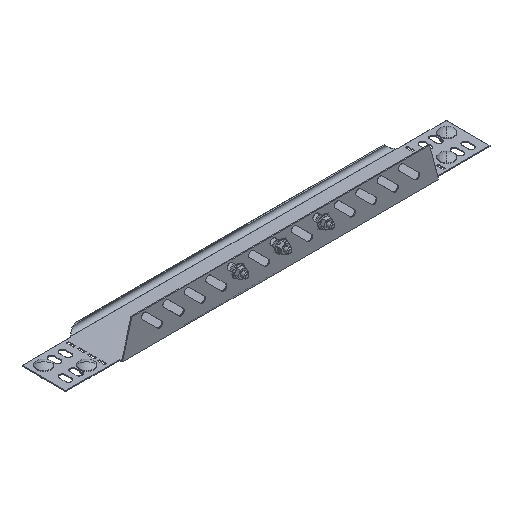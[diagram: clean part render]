
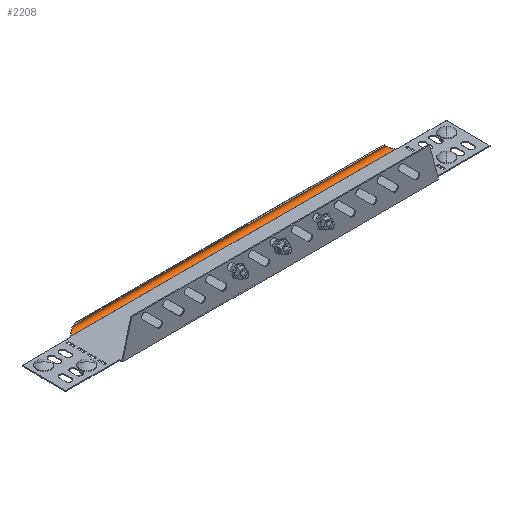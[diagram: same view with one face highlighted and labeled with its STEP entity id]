
A CAD part, isometric view. The second image highlights one B-rep face of the part: STEP entity #2208.
In plain terms, the highlighted cylindrical face has radius 4 mm (diameter 8 mm), a partial arc.
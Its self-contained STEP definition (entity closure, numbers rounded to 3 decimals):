
#2 = CARTESIAN_POINT ( 'NONE',  ( 185.333, 58.341, 2.766 ) ) ;
#34 = CARTESIAN_POINT ( 'NONE',  ( -184.008, 58.846, 3.832 ) ) ;
#66 = CARTESIAN_POINT ( 'NONE',  ( 180.915, 58.713, 6.539 ) ) ;
#89 = CARTESIAN_POINT ( 'NONE',  ( 187.542, 56.896, 1.456 ) ) ;
#117 = CARTESIAN_POINT ( 'NONE',  ( 180.032, 58.343, 7.232 ) ) ;
#180 = EDGE_CURVE ( 'NONE', #3616, #6084, #3557, .T. ) ;
#605 = LINE ( 'NONE', #7720, #1424 ) ;
#639 = CARTESIAN_POINT ( 'NONE',  ( -189.751, 55., 1. ) ) ;
#732 = CARTESIAN_POINT ( 'NONE',  ( 179.148, 57.828, 7.828 ) ) ;
#1014 = DIRECTION ( 'NONE',  ( -1., 0., 0. ) ) ;
#1022 = VECTOR ( 'NONE', #1563, 1000. ) ;
#1195 = CARTESIAN_POINT ( 'NONE',  ( -180.032, 58.343, 7.232 ) ) ;
#1249 = CARTESIAN_POINT ( 'NONE',  ( -187.542, 56.896, 1.456 ) ) ;
#1263 = ORIENTED_EDGE ( 'NONE', *, *, #4404, .T. ) ;
#1336 = CARTESIAN_POINT ( 'NONE',  ( 187.984, 56.537, 1.286 ) ) ;
#1390 = CARTESIAN_POINT ( 'NONE',  ( 182.683, 59.019, 4.999 ) ) ;
#1424 = VECTOR ( 'NONE', #5878, 1000. ) ;
#1563 = DIRECTION ( 'NONE',  ( -1., 0., 0. ) ) ;
#1596 = CARTESIAN_POINT ( 'NONE',  ( -179.148, 57.828, 7.828 ) ) ;
#1923 = CARTESIAN_POINT ( 'NONE',  ( -188.868, 55.785, 1.058 ) ) ;
#1960 = CARTESIAN_POINT ( 'NONE',  ( 186.217, 57.843, 2.159 ) ) ;
#2035 = CARTESIAN_POINT ( 'NONE',  ( 184.891, 58.545, 3.106 ) ) ;
#2208 = ADVANCED_FACE ( 'NONE', ( #7172 ), #2736, .F. ) ;
#2479 = CARTESIAN_POINT ( 'NONE',  ( -182.241, 59., 5.395 ) ) ;
#2736 = CYLINDRICAL_SURFACE ( 'NONE', #3519, 4. ) ;
#2930 = DIRECTION ( 'NONE',  ( 0., 0., 1. ) ) ;
#3168 = CARTESIAN_POINT ( 'NONE',  ( -185.333, 58.341, 2.766 ) ) ;
#3213 = CARTESIAN_POINT ( 'NONE',  ( 179.59, 58.106, 7.551 ) ) ;
#3285 = VERTEX_POINT ( 'NONE', #7414 ) ;
#3290 = CARTESIAN_POINT ( 'NONE',  ( 182.241, 59., 5.395 ) ) ;
#3519 = AXIS2_PLACEMENT_3D ( 'NONE', #6706, #1014, #2930 ) ;
#3557 = B_SPLINE_CURVE_WITH_KNOTS ( 'NONE', 3,
 ( #7036, #5142, #7678, #1336, #89, #5190, #1960, #2, #2035, #6434, #7616, #1390, #3290, #3845, #66, #117, #3213, #732 ),
 .UNSPECIFIED., .F., .F.,
 ( 4, 2, 2, 2, 2, 2, 2, 2, 4 ),
 ( 0., 0.125, 0.25, 0.375, 0.5, 0.625, 0.75, 0.875, 1. ),
 .UNSPECIFIED. ) ;
#3567 = ORIENTED_EDGE ( 'NONE', *, *, #4189, .F. ) ;
#3616 = VERTEX_POINT ( 'NONE', #7069 ) ;
#3845 = CARTESIAN_POINT ( 'NONE',  ( 181.357, 58.847, 6.166 ) ) ;
#4134 = ORIENTED_EDGE ( 'NONE', *, *, #5727, .T. ) ;
#4189 = EDGE_CURVE ( 'NONE', #3616, #3285, #605, .T. ) ;
#4404 = EDGE_CURVE ( 'NONE', #6084, #7430, #7454, .T. ) ;
#4428 = CARTESIAN_POINT ( 'NONE',  ( -186.659, 57.549, 1.892 ) ) ;
#5142 = CARTESIAN_POINT ( 'NONE',  ( 189.309, 55.393, 1. ) ) ;
#5190 = CARTESIAN_POINT ( 'NONE',  ( 186.659, 57.549, 1.892 ) ) ;
#5467 = CARTESIAN_POINT ( 'NONE',  ( 179.148, 57.828, 7.828 ) ) ;
#5628 = CARTESIAN_POINT ( 'NONE',  ( -180.915, 58.713, 6.539 ) ) ;
#5672 = CARTESIAN_POINT ( 'NONE',  ( -189.309, 55.393, 1. ) ) ;
#5703 = CARTESIAN_POINT ( 'NONE',  ( -186.217, 57.843, 2.159 ) ) ;
#5727 = EDGE_CURVE ( 'NONE', #7430, #3285, #7452, .T. ) ;
#5878 = DIRECTION ( 'NONE',  ( -1., 0., 0. ) ) ;
#6029 = CARTESIAN_POINT ( 'NONE',  ( 247.5, 57.828, 7.828 ) ) ;
#6084 = VERTEX_POINT ( 'NONE', #5467 ) ;
#6249 = CARTESIAN_POINT ( 'NONE',  ( -181.357, 58.847, 6.166 ) ) ;
#6279 = CARTESIAN_POINT ( 'NONE',  ( -182.683, 59.019, 4.999 ) ) ;
#6326 = CARTESIAN_POINT ( 'NONE',  ( -187.984, 56.537, 1.286 ) ) ;
#6349 = CARTESIAN_POINT ( 'NONE',  ( -184.891, 58.545, 3.106 ) ) ;
#6434 = CARTESIAN_POINT ( 'NONE',  ( 184.008, 58.846, 3.832 ) ) ;
#6706 = CARTESIAN_POINT ( 'NONE',  ( 379.652, 55., 5. ) ) ;
#6773 = CARTESIAN_POINT ( 'NONE',  ( -183.566, 58.942, 4.217 ) ) ;
#7036 = CARTESIAN_POINT ( 'NONE',  ( 189.751, 55., 1. ) ) ;
#7069 = CARTESIAN_POINT ( 'NONE',  ( 189.751, 55., 1. ) ) ;
#7172 = FACE_OUTER_BOUND ( 'NONE', #7652, .T. ) ;
#7414 = CARTESIAN_POINT ( 'NONE',  ( -189.751, 55., 1. ) ) ;
#7430 = VERTEX_POINT ( 'NONE', #1596 ) ;
#7433 = CARTESIAN_POINT ( 'NONE',  ( -179.59, 58.106, 7.551 ) ) ;
#7452 = B_SPLINE_CURVE_WITH_KNOTS ( 'NONE', 3,
 ( #7489, #7433, #1195, #5628, #6249, #2479, #6279, #6773, #34, #6349, #3168, #5703, #4428, #1249, #6326, #1923, #5672, #639 ),
 .UNSPECIFIED., .F., .F.,
 ( 4, 2, 2, 2, 2, 2, 2, 2, 4 ),
 ( 0., 0.125, 0.25, 0.375, 0.5, 0.625, 0.75, 0.875, 1. ),
 .UNSPECIFIED. ) ;
#7454 = LINE ( 'NONE', #6029, #1022 ) ;
#7489 = CARTESIAN_POINT ( 'NONE',  ( -179.148, 57.828, 7.828 ) ) ;
#7616 = CARTESIAN_POINT ( 'NONE',  ( 183.566, 58.942, 4.217 ) ) ;
#7652 = EDGE_LOOP ( 'NONE', ( #4134, #3567, #8115, #1263 ) ) ;
#7678 = CARTESIAN_POINT ( 'NONE',  ( 188.868, 55.785, 1.058 ) ) ;
#7720 = CARTESIAN_POINT ( 'NONE',  ( 247.5, 55., 1. ) ) ;
#8115 = ORIENTED_EDGE ( 'NONE', *, *, #180, .T. ) ;
